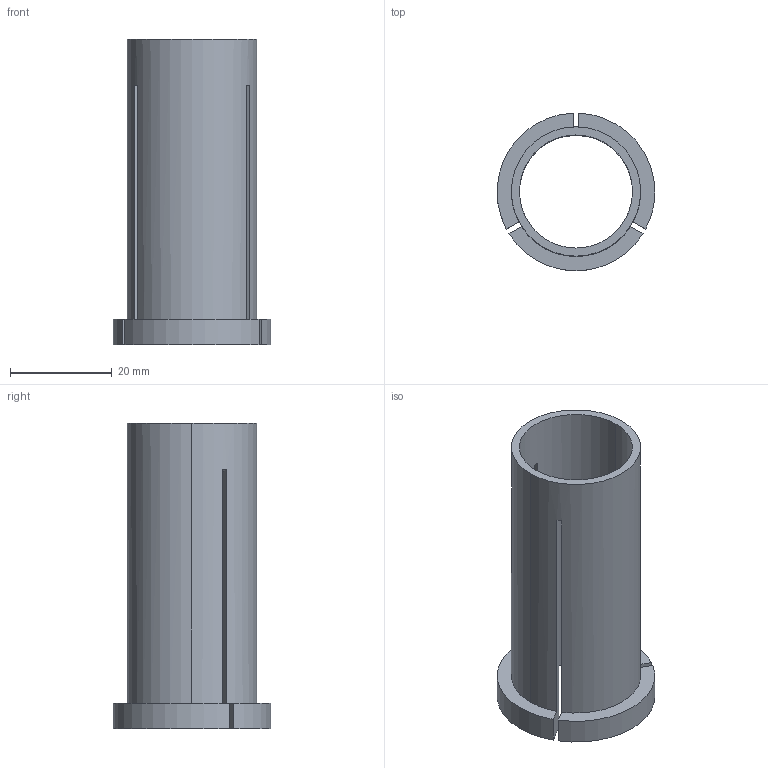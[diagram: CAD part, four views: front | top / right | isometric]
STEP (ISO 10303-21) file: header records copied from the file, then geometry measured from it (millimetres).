
FILE_DESCRIPTION (( 'STEP AP203' ), '1' );
FILE_NAME ('STP-5253-618-A64-A56-0(84128-0.875).STEP', '2021-07-13T10:04:39', ( '' ), ( '' ), 'SwSTEP 2.0', 'SolidWorks 2017', '' );
FILE_SCHEMA (( 'CONFIG_CONTROL_DESIGN' ));
Length unit declared in the file: millimetre
Products named in the file (1): STP-5253-618-A64-A56-0(84128-0.875)
Bounding box: 31 x 30.99 x 60 mm (x, y, z)
Volume: 8082.3 mm3; surface area: 10045.4 mm2
Topology: 1 solids, 1 shells, 24 faces, 69 edges, 46 vertices
Faces by surface type: plane 13, cylinder 11
Entity records: 894 total; most frequent: CARTESIAN_POINT 164, DIRECTION 141, ORIENTED_EDGE 138, EDGE_CURVE 69, AXIS2_PLACEMENT_3D 53, VERTEX_POINT 46, LINE 35, VECTOR 35
